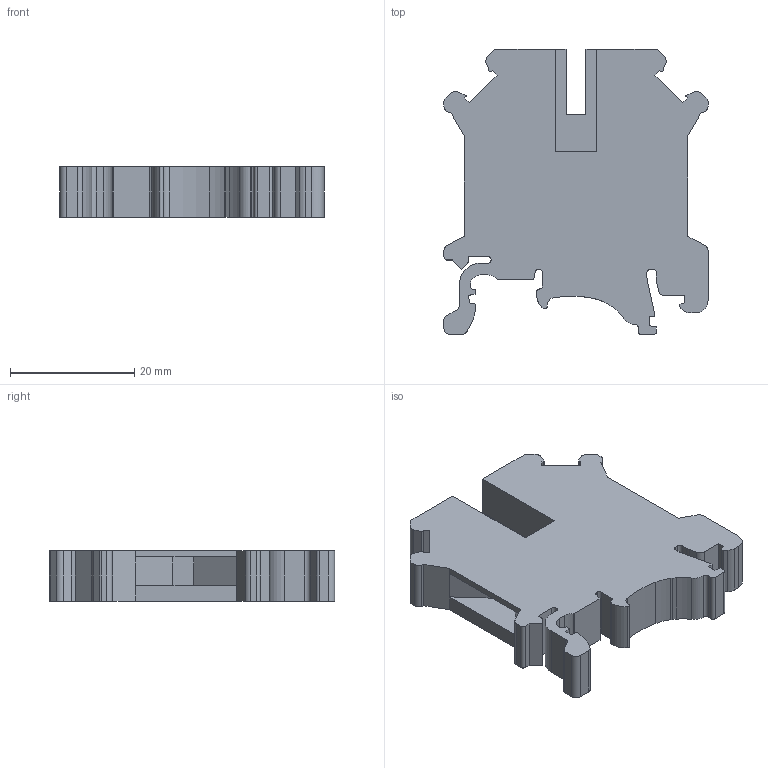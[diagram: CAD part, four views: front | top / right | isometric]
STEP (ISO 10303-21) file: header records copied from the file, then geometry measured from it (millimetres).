
FILE_DESCRIPTION(('STEP AP203'), '1');
FILE_NAME('MTU-6_3D', '2024-11-11T08:48:48', (' '), (' '), 'C3D Converter', 'C3D Toolkit', '');
FILE_SCHEMA(('CONFIG_CONTROL_DESIGN'));
Length unit declared in the file: millimetre
Bounding box: 42.5 x 45.9 x 8.15 mm (x, y, z)
Volume: 10482 mm3; surface area: 5400.8 mm2
Topology: 1 solids, 1 shells, 156 faces, 450 edges, 298 vertices
Faces by surface type: plane 103, cylinder 53
Entity records: 5147 total; most frequent: CARTESIAN_POINT 905, ORIENTED_EDGE 900, DIRECTION 870, EDGE_CURVE 450, LINE 344, VECTOR 344, VERTEX_POINT 298, AXIS2_PLACEMENT_3D 263
